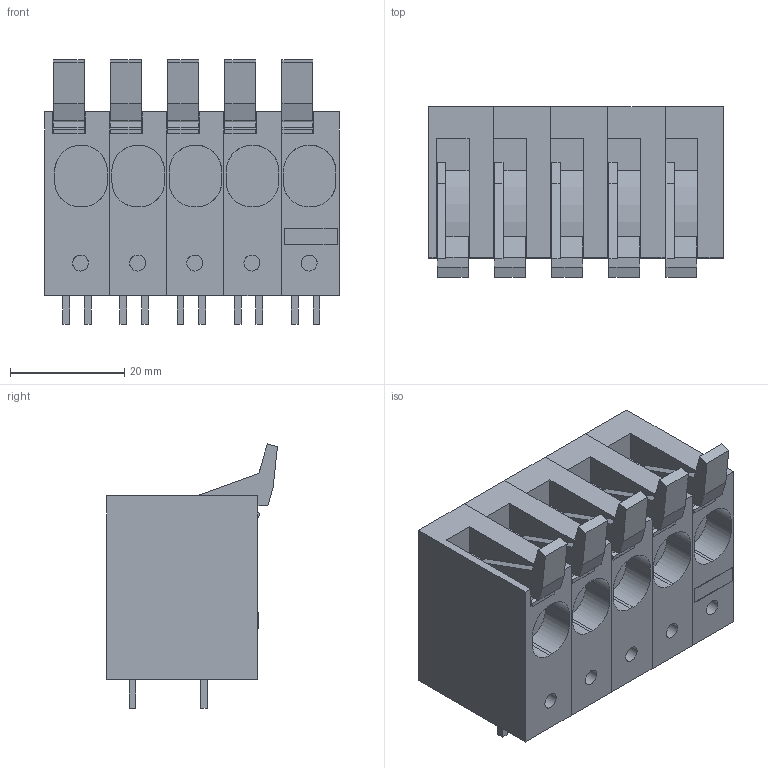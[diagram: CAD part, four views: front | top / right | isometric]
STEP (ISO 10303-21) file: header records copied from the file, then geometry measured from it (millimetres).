
FILE_DESCRIPTION(('CATIA V5R22 STEP214','CAx-IF Rec.Pracs.--- Model Styling and Organization---1.4--- 2014-01-23'),'2;1');
FILE_NAME ('D1533172_0', '2022-05-19T09:20:53+00:00', ('Weidmueller Interface'), ('Weidmueller'), 'CATIA Version 5-6 Release 2016 SP3 HF44', 'CATIA V5 STEP AP214', 'none');
FILE_SCHEMA(('AUTOMOTIVE_DESIGN { 1 0 10303 214 1 1 1 1 }'));
Length unit declared in the file: millimetre
Products named in the file (1): 2878440000
Bounding box: 51.58 x 29.9 x 46.24 mm (x, y, z)
Volume: 37723.9 mm3; surface area: 19305.1 mm2
Topology: 15 solids, 15 shells, 346 faces, 936 edges, 632 vertices
Faces by surface type: plane 257, cylinder 89
Entity records: 10948 total; most frequent: CARTESIAN_POINT 2690, ORIENTED_EDGE 1872, DIRECTION 1312, EDGE_CURVE 936, VECTOR 761, LINE 761, VERTEX_POINT 632, EDGE_LOOP 358
